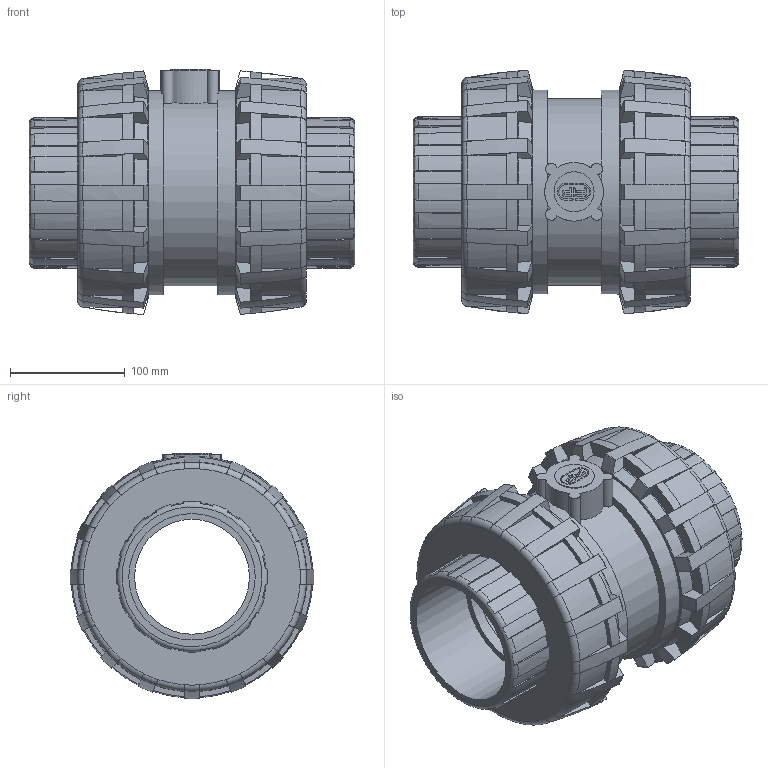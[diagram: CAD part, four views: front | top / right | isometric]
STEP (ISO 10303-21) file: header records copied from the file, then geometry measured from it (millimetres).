
FILE_DESCRIPTION(/* description */ (''),/* implementation_level */ '2;1');
FILE_NAME(/* name */ 'SXEIV110E.iam.stp',/* time_stamp */ '2013-10-01T10:25:42+02:00',/* author */ ('cmolini'),/* organization */ (''),/* preprocessor_version */ 'ST-DEVELOPER v15.2',/* originating_system */ 'Autodesk Inventor 2014',/* authorisation */ '');
FILE_SCHEMA (('AUTOMOTIVE_DESIGN { 1 0 10303 214 3 1 1 }'));
Length unit declared in the file: millimetre
Products named in the file (5): corpo valvola VEE 110; ENDIV110VXE; NTVXE110V; Piastrina 63; SXEIV110E
Bounding box: 283 x 212.16 x 213.51 mm (x, y, z)
Volume: 4508677.9 mm3; surface area: 557497.7 mm2
Topology: 6 solids, 6 shells, 704 faces, 2020 edges, 1344 vertices
Faces by surface type: plane 220, cone 196, torus 174, bspline 64, cylinder 50
Full cylindrical faces by diameter (mm): 34.8 x1, 100 x3, 110 x2, 128.169 x2, 142.548 x2, 160.454 x2, 163.816 x2, 171.026 x2, 178 x2
Entity records: 14967 total; most frequent: CARTESIAN_POINT 5371, ORIENTED_EDGE 2170, DIRECTION 1828, EDGE_CURVE 1085, AXIS2_PLACEMENT_3D 761, VERTEX_POINT 733, EDGE_LOOP 428, CIRCLE 391
